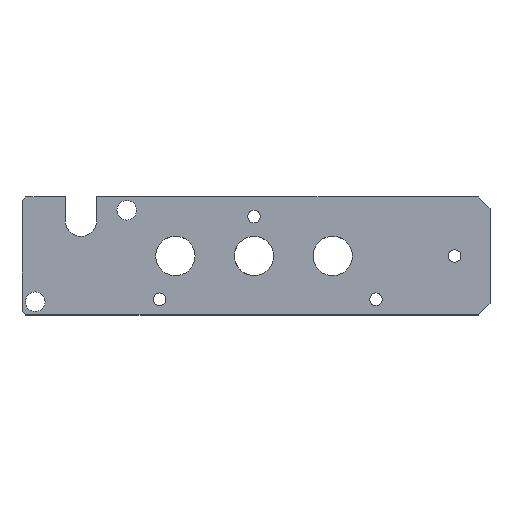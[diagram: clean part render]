
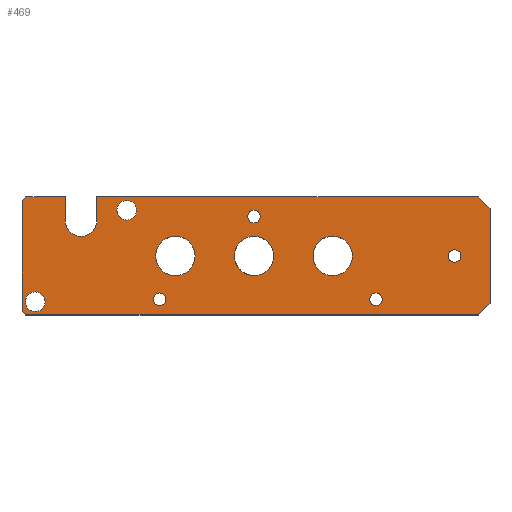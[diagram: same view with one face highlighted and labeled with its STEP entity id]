
A CAD part, top view. The second image highlights one B-rep face of the part: STEP entity #469.
In plain terms, the highlighted planar face has unit normal (0, 0, 1).
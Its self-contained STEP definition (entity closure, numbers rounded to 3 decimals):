
#15=FACE_BOUND('',#72,.T.);
#16=FACE_BOUND('',#73,.T.);
#17=FACE_BOUND('',#74,.T.);
#18=FACE_BOUND('',#75,.T.);
#19=FACE_BOUND('',#76,.T.);
#20=FACE_BOUND('',#77,.T.);
#21=FACE_BOUND('',#78,.T.);
#22=FACE_BOUND('',#79,.T.);
#23=FACE_BOUND('',#80,.T.);
#33=PLANE('',#516);
#48=FACE_OUTER_BOUND('',#71,.T.);
#71=EDGE_LOOP('',(#335,#336,#337,#338,#339,#340,#341,#342,#343,#344,#345,
#346));
#72=EDGE_LOOP('',(#347));
#73=EDGE_LOOP('',(#348));
#74=EDGE_LOOP('',(#349));
#75=EDGE_LOOP('',(#350));
#76=EDGE_LOOP('',(#351));
#77=EDGE_LOOP('',(#352));
#78=EDGE_LOOP('',(#353));
#79=EDGE_LOOP('',(#354));
#80=EDGE_LOOP('',(#355,#356));
#112=LINE('',#706,#155);
#113=LINE('',#708,#156);
#114=LINE('',#710,#157);
#115=LINE('',#712,#158);
#116=LINE('',#714,#159);
#117=LINE('',#716,#160);
#118=LINE('',#720,#161);
#119=LINE('',#722,#162);
#120=LINE('',#724,#163);
#121=LINE('',#726,#164);
#122=LINE('',#727,#165);
#155=VECTOR('',#573,10.);
#156=VECTOR('',#574,10.);
#157=VECTOR('',#575,10.);
#158=VECTOR('',#576,10.);
#159=VECTOR('',#577,10.);
#160=VECTOR('',#578,10.);
#161=VECTOR('',#581,10.);
#162=VECTOR('',#582,10.);
#163=VECTOR('',#583,10.);
#164=VECTOR('',#584,10.);
#165=VECTOR('',#585,10.);
#197=CIRCLE('',#512,5.);
#199=CIRCLE('',#515,5.);
#200=CIRCLE('',#517,4.);
#201=CIRCLE('',#518,1.6);
#202=CIRCLE('',#519,1.6);
#203=CIRCLE('',#520,1.6);
#204=CIRCLE('',#521,1.6);
#205=CIRCLE('',#522,2.5);
#206=CIRCLE('',#523,2.5);
#207=CIRCLE('',#524,5.);
#208=CIRCLE('',#525,5.);
#219=VERTEX_POINT('',#694);
#221=VERTEX_POINT('',#700);
#222=VERTEX_POINT('',#704);
#223=VERTEX_POINT('',#705);
#224=VERTEX_POINT('',#707);
#225=VERTEX_POINT('',#709);
#226=VERTEX_POINT('',#711);
#227=VERTEX_POINT('',#713);
#228=VERTEX_POINT('',#715);
#229=VERTEX_POINT('',#717);
#230=VERTEX_POINT('',#719);
#231=VERTEX_POINT('',#721);
#232=VERTEX_POINT('',#723);
#233=VERTEX_POINT('',#725);
#234=VERTEX_POINT('',#728);
#235=VERTEX_POINT('',#730);
#236=VERTEX_POINT('',#732);
#237=VERTEX_POINT('',#734);
#238=VERTEX_POINT('',#736);
#239=VERTEX_POINT('',#738);
#240=VERTEX_POINT('',#740);
#241=VERTEX_POINT('',#741);
#264=EDGE_CURVE('',#219,#219,#197,.T.);
#267=EDGE_CURVE('',#221,#221,#199,.T.);
#268=EDGE_CURVE('',#222,#223,#112,.T.);
#269=EDGE_CURVE('',#223,#224,#113,.T.);
#270=EDGE_CURVE('',#224,#225,#114,.T.);
#271=EDGE_CURVE('',#225,#226,#115,.T.);
#272=EDGE_CURVE('',#226,#227,#116,.T.);
#273=EDGE_CURVE('',#227,#228,#117,.T.);
#274=EDGE_CURVE('',#228,#229,#200,.T.);
#275=EDGE_CURVE('',#229,#230,#118,.T.);
#276=EDGE_CURVE('',#230,#231,#119,.T.);
#277=EDGE_CURVE('',#231,#232,#120,.T.);
#278=EDGE_CURVE('',#232,#233,#121,.T.);
#279=EDGE_CURVE('',#233,#222,#122,.T.);
#280=EDGE_CURVE('',#234,#234,#201,.T.);
#281=EDGE_CURVE('',#235,#235,#202,.T.);
#282=EDGE_CURVE('',#236,#236,#203,.T.);
#283=EDGE_CURVE('',#237,#237,#204,.T.);
#284=EDGE_CURVE('',#238,#238,#205,.T.);
#285=EDGE_CURVE('',#239,#239,#206,.T.);
#286=EDGE_CURVE('',#240,#241,#207,.T.);
#287=EDGE_CURVE('',#241,#240,#208,.T.);
#335=ORIENTED_EDGE('',*,*,#268,.T.);
#336=ORIENTED_EDGE('',*,*,#269,.T.);
#337=ORIENTED_EDGE('',*,*,#270,.T.);
#338=ORIENTED_EDGE('',*,*,#271,.T.);
#339=ORIENTED_EDGE('',*,*,#272,.T.);
#340=ORIENTED_EDGE('',*,*,#273,.T.);
#341=ORIENTED_EDGE('',*,*,#274,.T.);
#342=ORIENTED_EDGE('',*,*,#275,.T.);
#343=ORIENTED_EDGE('',*,*,#276,.T.);
#344=ORIENTED_EDGE('',*,*,#277,.T.);
#345=ORIENTED_EDGE('',*,*,#278,.T.);
#346=ORIENTED_EDGE('',*,*,#279,.T.);
#347=ORIENTED_EDGE('',*,*,#264,.T.);
#348=ORIENTED_EDGE('',*,*,#267,.T.);
#349=ORIENTED_EDGE('',*,*,#280,.T.);
#350=ORIENTED_EDGE('',*,*,#281,.T.);
#351=ORIENTED_EDGE('',*,*,#282,.T.);
#352=ORIENTED_EDGE('',*,*,#283,.T.);
#353=ORIENTED_EDGE('',*,*,#284,.T.);
#354=ORIENTED_EDGE('',*,*,#285,.T.);
#355=ORIENTED_EDGE('',*,*,#286,.T.);
#356=ORIENTED_EDGE('',*,*,#287,.T.);
#469=ADVANCED_FACE('',(#48,#15,#16,#17,#18,#19,#20,#21,#22,#23),#33,.T.);
#512=AXIS2_PLACEMENT_3D('',#696,#562,#563);
#515=AXIS2_PLACEMENT_3D('',#702,#569,#570);
#516=AXIS2_PLACEMENT_3D('',#703,#571,#572);
#517=AXIS2_PLACEMENT_3D('',#718,#579,#580);
#518=AXIS2_PLACEMENT_3D('',#729,#586,#587);
#519=AXIS2_PLACEMENT_3D('',#731,#588,#589);
#520=AXIS2_PLACEMENT_3D('',#733,#590,#591);
#521=AXIS2_PLACEMENT_3D('',#735,#592,#593);
#522=AXIS2_PLACEMENT_3D('',#737,#594,#595);
#523=AXIS2_PLACEMENT_3D('',#739,#596,#597);
#524=AXIS2_PLACEMENT_3D('',#742,#598,#599);
#525=AXIS2_PLACEMENT_3D('',#743,#600,#601);
#562=DIRECTION('center_axis',(0.,0.,-1.));
#563=DIRECTION('ref_axis',(-1.,0.,0.));
#569=DIRECTION('center_axis',(0.,0.,-1.));
#570=DIRECTION('ref_axis',(-1.,0.,0.));
#571=DIRECTION('center_axis',(0.,0.,1.));
#572=DIRECTION('ref_axis',(1.,0.,0.));
#573=DIRECTION('',(1.,0.,0.));
#574=DIRECTION('',(0.707,0.707,0.));
#575=DIRECTION('',(0.,1.,0.));
#576=DIRECTION('',(-0.707,0.707,0.));
#577=DIRECTION('',(-1.,0.,0.));
#578=DIRECTION('',(0.,-1.,0.));
#579=DIRECTION('center_axis',(0.,0.,-1.));
#580=DIRECTION('ref_axis',(1.,0.,0.));
#581=DIRECTION('',(0.,1.,0.));
#582=DIRECTION('',(-1.,0.,0.));
#583=DIRECTION('',(-0.707,-0.707,0.));
#584=DIRECTION('',(0.,-1.,0.));
#585=DIRECTION('',(0.707,-0.707,0.));
#586=DIRECTION('center_axis',(0.,0.,-1.));
#587=DIRECTION('ref_axis',(-1.,0.,0.));
#588=DIRECTION('center_axis',(0.,0.,-1.));
#589=DIRECTION('ref_axis',(-1.,0.,0.));
#590=DIRECTION('center_axis',(0.,0.,-1.));
#591=DIRECTION('ref_axis',(-1.,0.,0.));
#592=DIRECTION('center_axis',(0.,0.,-1.));
#593=DIRECTION('ref_axis',(-1.,0.,0.));
#594=DIRECTION('center_axis',(0.,0.,-1.));
#595=DIRECTION('ref_axis',(-1.,0.,0.));
#596=DIRECTION('center_axis',(0.,0.,-1.));
#597=DIRECTION('ref_axis',(-1.,0.,0.));
#598=DIRECTION('center_axis',(0.,0.,-1.));
#599=DIRECTION('ref_axis',(0.886,0.464,0.));
#600=DIRECTION('center_axis',(0.,0.,-1.));
#601=DIRECTION('ref_axis',(0.886,0.464,0.));
#694=CARTESIAN_POINT('',(-15.,0.,5.));
#696=CARTESIAN_POINT('Origin',(-20.,0.,5.));
#700=CARTESIAN_POINT('',(25.,0.,5.));
#702=CARTESIAN_POINT('Origin',(20.,0.,5.));
#703=CARTESIAN_POINT('Origin',(-1.913,0.277,5.));
#704=CARTESIAN_POINT('',(-58.,-15.,5.));
#705=CARTESIAN_POINT('',(57.,-15.,5.));
#706=CARTESIAN_POINT('',(-58.,-15.,5.));
#707=CARTESIAN_POINT('',(60.,-12.,5.));
#708=CARTESIAN_POINT('',(57.,-15.,5.));
#709=CARTESIAN_POINT('',(60.,12.,5.));
#710=CARTESIAN_POINT('',(60.,-12.,5.));
#711=CARTESIAN_POINT('',(57.,15.,5.));
#712=CARTESIAN_POINT('',(60.,12.,5.));
#713=CARTESIAN_POINT('',(-40.,15.,5.));
#714=CARTESIAN_POINT('',(57.,15.,5.));
#715=CARTESIAN_POINT('',(-40.,9.,5.));
#716=CARTESIAN_POINT('',(-40.,15.,5.));
#717=CARTESIAN_POINT('',(-48.,9.,5.));
#718=CARTESIAN_POINT('Origin',(-44.,9.,5.));
#719=CARTESIAN_POINT('',(-48.,15.,5.));
#720=CARTESIAN_POINT('',(-48.,9.,5.));
#721=CARTESIAN_POINT('',(-58.,15.,5.));
#722=CARTESIAN_POINT('',(57.,15.,5.));
#723=CARTESIAN_POINT('',(-59.,14.,5.));
#724=CARTESIAN_POINT('',(-58.,15.,5.));
#725=CARTESIAN_POINT('',(-59.,-14.,5.));
#726=CARTESIAN_POINT('',(-59.,14.,5.));
#727=CARTESIAN_POINT('',(-59.,-14.,5.));
#728=CARTESIAN_POINT('',(-22.4,-11.,5.));
#729=CARTESIAN_POINT('Origin',(-24.,-11.,5.));
#730=CARTESIAN_POINT('',(1.6,10.,5.));
#731=CARTESIAN_POINT('Origin',(0.,10.,5.));
#732=CARTESIAN_POINT('',(52.6,0.,5.));
#733=CARTESIAN_POINT('Origin',(51.,0.,5.));
#734=CARTESIAN_POINT('',(32.6,-11.,5.));
#735=CARTESIAN_POINT('Origin',(31.,-11.,5.));
#736=CARTESIAN_POINT('',(-53.125,-11.625,5.));
#737=CARTESIAN_POINT('Origin',(-55.625,-11.625,5.));
#738=CARTESIAN_POINT('',(-29.875,11.625,5.));
#739=CARTESIAN_POINT('Origin',(-32.375,11.625,5.));
#740=CARTESIAN_POINT('',(1.,-4.899,5.));
#741=CARTESIAN_POINT('',(-1.,4.899,5.));
#742=CARTESIAN_POINT('Origin',(0.,0.,
5.));
#743=CARTESIAN_POINT('Origin',(0.,0.,
5.));
